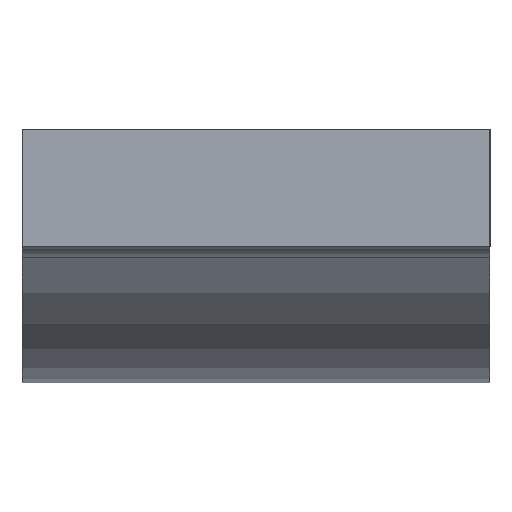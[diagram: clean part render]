
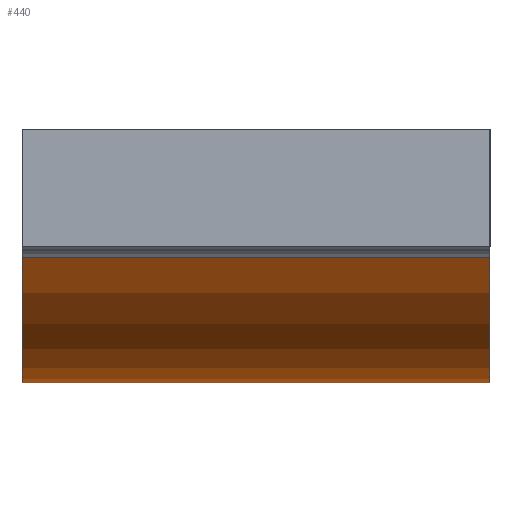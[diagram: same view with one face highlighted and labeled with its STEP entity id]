
A CAD part, left-side view. The second image highlights one B-rep face of the part: STEP entity #440.
In plain terms, the highlighted cylindrical face has radius 11 mm (diameter 22 mm), a partial arc.
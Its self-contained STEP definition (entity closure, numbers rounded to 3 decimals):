
#38=FACE_OUTER_BOUND('',#61,.T.);
#61=EDGE_LOOP('',(#308,#309,#310,#311));
#91=LINE('',#652,#136);
#93=LINE('',#660,#138);
#136=VECTOR('',#523,10.);
#138=VECTOR('',#531,10.);
#183=CIRCLE('',#480,11.);
#184=CIRCLE('',#481,11.);
#200=VERTEX_POINT('',#649);
#201=VERTEX_POINT('',#651);
#203=VERTEX_POINT('',#657);
#204=VERTEX_POINT('',#659);
#242=EDGE_CURVE('',#200,#201,#91,.T.);
#245=EDGE_CURVE('',#203,#200,#183,.T.);
#246=EDGE_CURVE('',#204,#203,#93,.T.);
#247=EDGE_CURVE('',#201,#204,#184,.T.);
#308=ORIENTED_EDGE('',*,*,#242,.F.);
#309=ORIENTED_EDGE('',*,*,#245,.F.);
#310=ORIENTED_EDGE('',*,*,#246,.F.);
#311=ORIENTED_EDGE('',*,*,#247,.F.);
#431=CYLINDRICAL_SURFACE('',#479,11.);
#440=ADVANCED_FACE('',(#38),#431,.T.);
#479=AXIS2_PLACEMENT_3D('',#656,#527,#528);
#480=AXIS2_PLACEMENT_3D('',#658,#529,#530);
#481=AXIS2_PLACEMENT_3D('',#661,#532,#533);
#523=DIRECTION('',(0.,1.,0.));
#527=DIRECTION('center_axis',(0.,1.,0.));
#528=DIRECTION('ref_axis',(1.,0.,0.));
#529=DIRECTION('center_axis',(0.,-1.,0.));
#530=DIRECTION('ref_axis',(1.,0.,0.));
#531=DIRECTION('',(0.,-1.,0.));
#532=DIRECTION('center_axis',(0.,1.,0.));
#533=DIRECTION('ref_axis',(1.,0.,0.));
#649=CARTESIAN_POINT('',(9.444,0.,9.513));
#651=CARTESIAN_POINT('',(9.444,20.,9.513));
#652=CARTESIAN_POINT('',(9.444,0.,9.513));
#656=CARTESIAN_POINT('Origin',(0.,0.,15.153));
#657=CARTESIAN_POINT('',(-9.444,0.,9.513));
#658=CARTESIAN_POINT('Origin',(0.,0.,15.153));
#659=CARTESIAN_POINT('',(-9.444,20.,9.513));
#660=CARTESIAN_POINT('',(-9.444,0.,9.513));
#661=CARTESIAN_POINT('Origin',(0.,20.,15.153));
